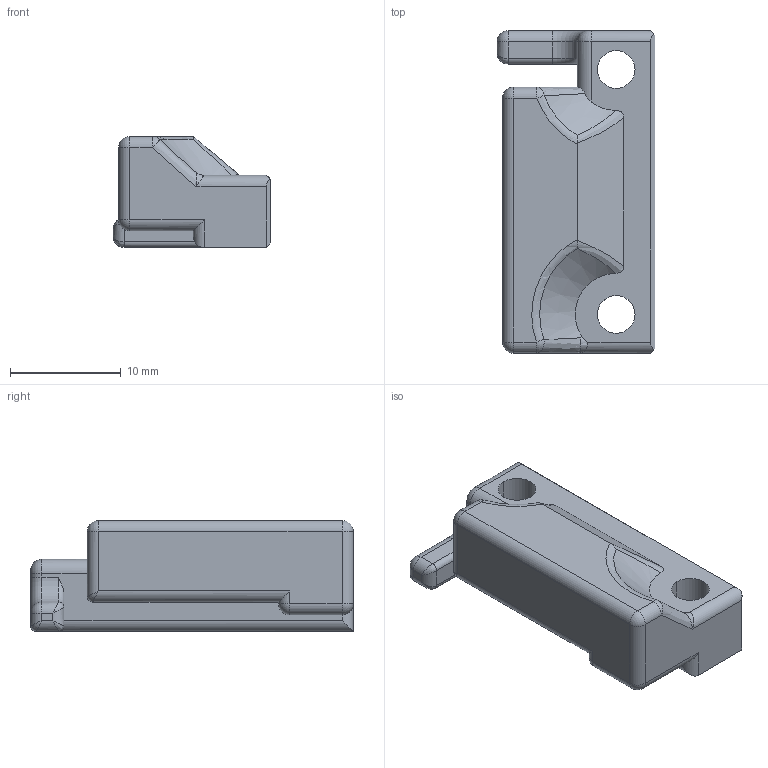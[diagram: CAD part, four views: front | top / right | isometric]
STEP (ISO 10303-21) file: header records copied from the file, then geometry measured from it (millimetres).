
FILE_DESCRIPTION (( 'STEP AP214' ), '1' );
FILE_NAME ('mirrored_uhp-200 mount.STEP', '2021-08-08T09:19:37', ( '' ), ( '' ), 'SwSTEP 2.0', 'SolidWorks 2021', '' );
FILE_SCHEMA (( 'AUTOMOTIVE_DESIGN' ));
Length unit declared in the file: millimetre
Products named in the file (1): mirrored_uhp-200 mount
Bounding box: 14.25 x 29.1 x 10 mm (x, y, z)
Volume: 2369.2 mm3; surface area: 1623.8 mm2
Topology: 1 solids, 1 shells, 89 faces, 222 edges, 125 vertices
Faces by surface type: cylinder 36, plane 24, bspline 11, sphere 7, cone 6, torus 5
Entity records: 2925 total; most frequent: CARTESIAN_POINT 949, ORIENTED_EDGE 424, DIRECTION 390, EDGE_CURVE 212, AXIS2_PLACEMENT_3D 151, VERTEX_POINT 125, EDGE_LOOP 93, FACE_OUTER_BOUND 89
